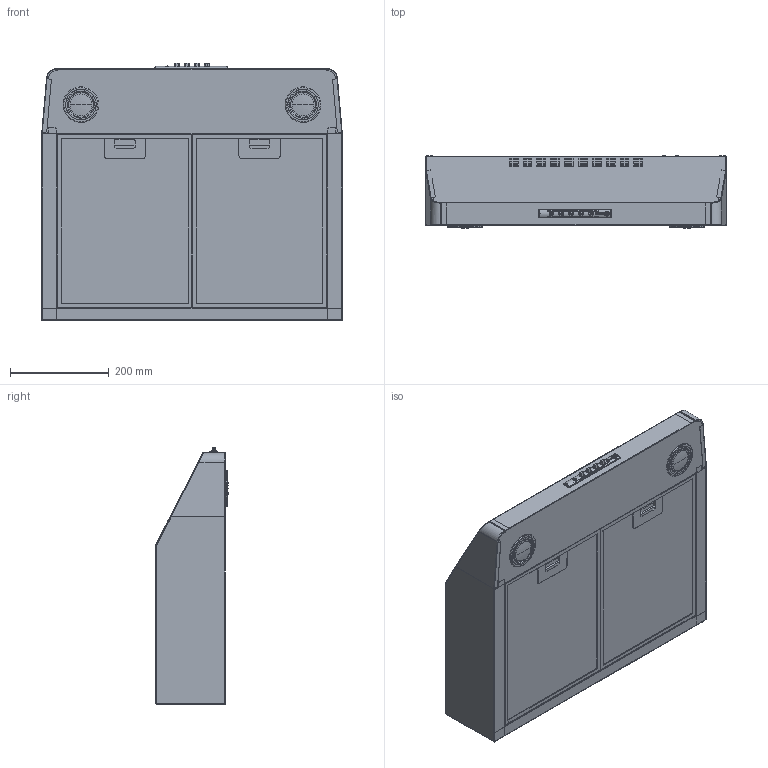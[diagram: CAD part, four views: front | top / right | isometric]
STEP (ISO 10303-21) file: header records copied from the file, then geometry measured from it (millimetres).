
FILE_DESCRIPTION((''),'2;1');
FILE_NAME('02B_784_ASM','2016-12-14T',('MN049'),(''),'PRO/ENGINEER BY PARAMETRIC TECHNOLOGY CORPORATION, 2014200','PRO/ENGINEER BY PARAMETRIC TECHNOLOGY CORPORATION, 2014200','');
FILE_SCHEMA(('CONFIG_CONTROL_DESIGN'));
Products named in the file (22): 02B_072; 02B_054; 02B_055; 02B_015; RVT_001; 02B_758_ASM; FIM_028; CME_FARETTO_220V; 02B_031; 245_007; A27_014; CME_PULSANTIERA_EKPP-11-01; CME_AMPOLLA_NEON; CME_BLOCCHETTO_6VIE; CME_BLOCCHETTO_6_VIE_NERO; A27_704_ASM; 245_016; 245_706_PULS_ASM; 245_021; 245_020; 245_035; 02B_784_ASM
Assembly tree (33 placements, depth 4):
  02B_784_ASM
    02B_758_ASM
      02B_072
      02B_054
      02B_055
      02B_015
      RVT_001  x4
    FIM_028  x2
    CME_FARETTO_220V  x2
    02B_031  x2
    245_706_PULS_ASM
      245_007
      A27_704_ASM
        A27_014
        CME_PULSANTIERA_EKPP-11-01  x4
        CME_AMPOLLA_NEON
        CME_BLOCCHETTO_6VIE
        CME_BLOCCHETTO_6_VIE_NERO
      245_016
    245_021  x4
    245_020
    245_035
Bounding box: 607.4 x 146.59 x 519.88 mm (x, y, z)
Volume: 1398458.3 mm3; surface area: 1988461.7 mm2
Topology: 30 solids, 31 shells, 6171 faces, 15817 edges, 9894 vertices
Faces by surface type: plane 3716, cylinder 1533, torus 370, bspline 254, cone 204, sphere 94
Entity records: 177902 total; most frequent: CARTESIAN_POINT 47976, ORIENTED_EDGE 27474, DIRECTION 26133, EDGE_CURVE 13741, VECTOR 9207, LINE 9207, VERTEX_POINT 8574, AXIS2_PLACEMENT_3D 8463
